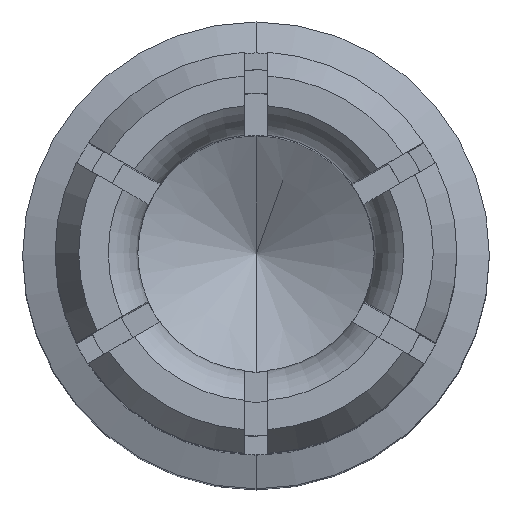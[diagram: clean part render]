
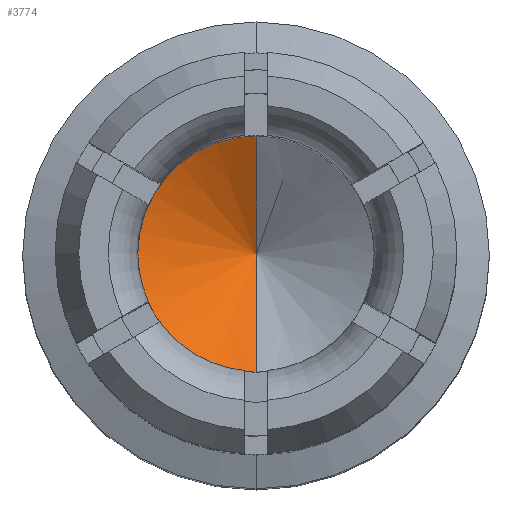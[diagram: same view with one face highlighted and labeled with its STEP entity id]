
A CAD part, top view. The second image highlights one B-rep face of the part: STEP entity #3774.
In plain terms, the highlighted conical face has half-angle 60 degrees and reference radius 1 mm.
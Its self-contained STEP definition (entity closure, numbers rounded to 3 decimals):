
#1066=CARTESIAN_POINT('',(0.,0.,-12.1));
#1067=DIRECTION('',(0.,0.,-1.));
#1068=DIRECTION('',(0.,-1.,0.));
#1069=AXIS2_PLACEMENT_3D('',#1066,#1067,#1068);
#1071=DIRECTION('',(0.,0.866,-0.5));
#1072=VECTOR('',#1071,2.309);
#1073=CARTESIAN_POINT('',(0.,-2.,-12.1));
#1074=LINE('',#1073,#1072);
#1075=DIRECTION('',(0.,-0.866,-0.5));
#1076=VECTOR('',#1075,2.309);
#1077=CARTESIAN_POINT('',(0.,2.,-12.1));
#1078=LINE('',#1077,#1076);
#2201=CARTESIAN_POINT('',(0.,-2.,-12.1));
#2202=CARTESIAN_POINT('',(0.,0.,-13.255));
#2203=VERTEX_POINT('',#2201);
#2204=VERTEX_POINT('',#2202);
#2205=CARTESIAN_POINT('',(0.,2.,-12.1));
#2206=VERTEX_POINT('',#2205);
#3762=CARTESIAN_POINT('',(0.,0.,-12.677));
#3763=DIRECTION('',(0.,0.,1.));
#3764=DIRECTION('',(0.,1.,0.));
#3765=AXIS2_PLACEMENT_3D('',#3762,#3763,#3764);
#3766=CONICAL_SURFACE('',#3765,1.,60.);
#3768=ORIENTED_EDGE('',*,*,#3767,.F.);
#3769=ORIENTED_EDGE('',*,*,#3738,.T.);
#3771=ORIENTED_EDGE('',*,*,#3770,.T.);
#3772=EDGE_LOOP('',(#3768,#3769,#3771));
#3773=FACE_OUTER_BOUND('',#3772,.F.);
#1070=CIRCLE('',#1069,2.);
#3738=EDGE_CURVE('',#2203,#2206,#1070,.T.);
#3767=EDGE_CURVE('',#2203,#2204,#1074,.T.);
#3770=EDGE_CURVE('',#2206,#2204,#1078,.T.);
#3774=ADVANCED_FACE('',(#3773),#3766,.F.);
